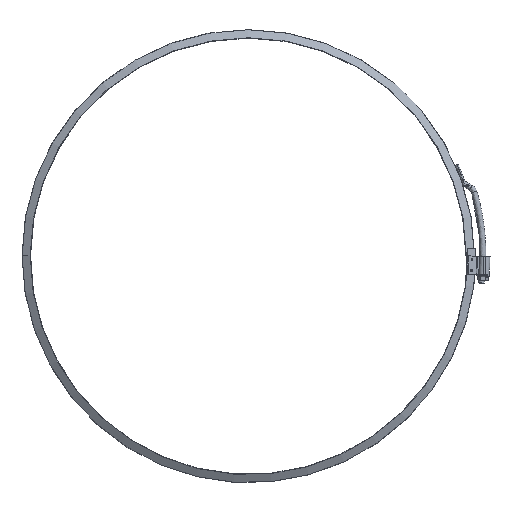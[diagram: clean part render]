
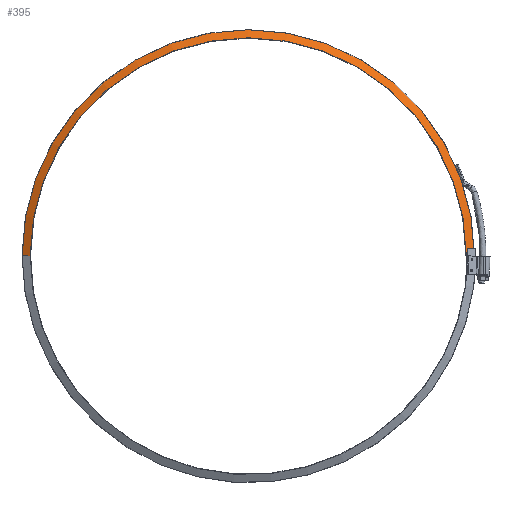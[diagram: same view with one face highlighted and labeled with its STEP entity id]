
A CAD part, top view. The second image highlights one B-rep face of the part: STEP entity #395.
In plain terms, the highlighted conical face has half-angle 60 degrees and reference radius 238.575 mm.
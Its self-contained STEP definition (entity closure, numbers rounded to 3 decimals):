
#395=ADVANCED_FACE('',(#585),#543,.T.);
#543=CONICAL_SURFACE('',#2521,238.575,60.);
#585=FACE_OUTER_BOUND('',#715,.T.);
#715=EDGE_LOOP('',(#954,#955,#956,#957));
#954=ORIENTED_EDGE('',*,*,#1822,.T.);
#955=ORIENTED_EDGE('',*,*,#1823,.T.);
#956=ORIENTED_EDGE('',*,*,#1820,.F.);
#957=ORIENTED_EDGE('',*,*,#1794,.F.);
#1572=VERTEX_POINT('',#3462);
#1574=VERTEX_POINT('',#3468);
#1589=VERTEX_POINT('',#3519);
#1590=VERTEX_POINT('',#3523);
#1794=EDGE_CURVE('',#1572,#1574,#2267,.T.);
#1820=EDGE_CURVE('',#1574,#1589,#2140,.T.);
#1822=EDGE_CURVE('',#1572,#1590,#2142,.T.);
#1823=EDGE_CURVE('',#1590,#1589,#2278,.T.);
#2140=CIRCLE('',#2517,246.975);
#2142=CIRCLE('',#2520,238.575);
#2267=LINE('',#3467,#2374);
#2278=LINE('',#3524,#2385);
#2374=VECTOR('',#2802,1.);
#2385=VECTOR('',#2871,1.);
#2517=AXIS2_PLACEMENT_3D('',#3518,#2863,#2864);
#2520=AXIS2_PLACEMENT_3D('',#3522,#2869,#2870);
#2521=AXIS2_PLACEMENT_3D('',#3525,#2872,#2873);
#2802=DIRECTION('',(-0.866,0.,-0.5));
#2863=DIRECTION('',(0.,0.,-1.));
#2864=DIRECTION('',(-1.,0.,0.));
#2869=DIRECTION('',(0.,0.,-1.));
#2870=DIRECTION('',(-1.,0.,0.));
#2871=DIRECTION('',(0.866,0.,-0.5));
#2872=DIRECTION('',(0.,0.,-1.));
#2873=DIRECTION('',(-1.,0.,0.));
#3462=CARTESIAN_POINT('',(-238.575,0.,8.086));
#3467=CARTESIAN_POINT('',(-238.575,0.,8.086));
#3468=CARTESIAN_POINT('',(-246.975,0.,3.236));
#3518=CARTESIAN_POINT('',(0.,0.,3.236));
#3519=CARTESIAN_POINT('',(246.975,0.,3.236));
#3522=CARTESIAN_POINT('',(0.,0.,8.086));
#3523=CARTESIAN_POINT('',(238.575,0.,8.086));
#3524=CARTESIAN_POINT('',(238.575,0.,8.086));
#3525=CARTESIAN_POINT('',(0.,0.,8.086));
